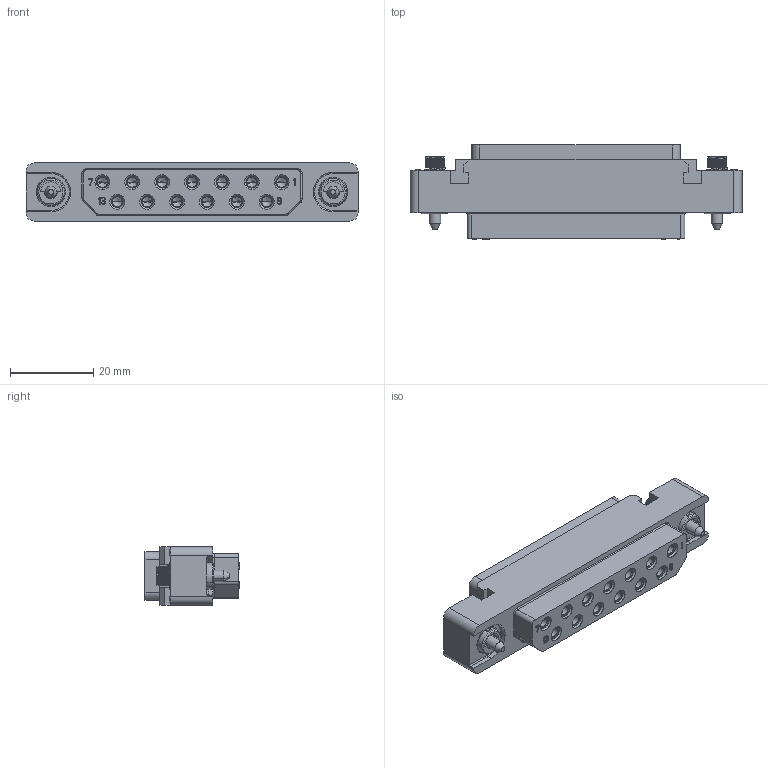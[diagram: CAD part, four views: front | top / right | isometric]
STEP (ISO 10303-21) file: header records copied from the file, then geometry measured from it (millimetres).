
FILE_DESCRIPTION((''),'2;1');
FILE_NAME('1900ND05S1A00B','2020-08-03T',('presta_be4'),(''),'CREO PARAMETRIC BY PTC INC, 2018360','CREO PARAMETRIC BY PTC INC, 2018360','');
FILE_SCHEMA(('CONFIG_CONTROL_DESIGN'));
Products named in the file (1): 1900ND05S1A00B
Bounding box: 80 x 22.72 x 14 mm (x, y, z)
Volume: 15799 mm3; surface area: 14208.4 mm2
Topology: 3 solids, 3 shells, 2912 faces, 7547 edges, 4730 vertices
Faces by surface type: plane 1321, cylinder 827, torus 350, cone 324, bspline 62, extrusion 28
Entity records: 96106 total; most frequent: CARTESIAN_POINT 25357, ORIENTED_EDGE 14982, DIRECTION 14567, EDGE_CURVE 7491, AXIS2_PLACEMENT_3D 5215, VERTEX_POINT 4730, VECTOR 4137, LINE 4109
